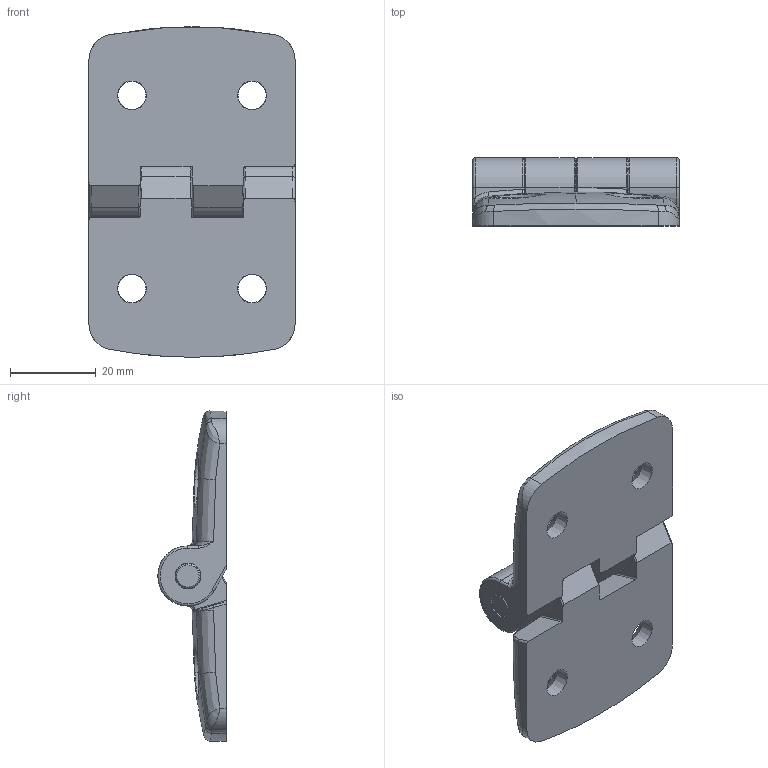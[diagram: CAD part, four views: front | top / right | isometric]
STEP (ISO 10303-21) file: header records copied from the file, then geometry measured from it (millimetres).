
FILE_DESCRIPTION (( 'STEP AP214' ), '1' );
FILE_NAME ('6221750', '2019-01-28T17:01:15', ( '' ), ('JUGARD+KÜNSTNER GmbH'), 'SwSTEP 2.0', 'SolidWorks 2017', '' );
FILE_SCHEMA (( 'AUTOMOTIVE_DESIGN' ));
Length unit declared in the file: millimetre
Products named in the file (1): 6221750
Bounding box: 48 x 15.9 x 77 mm (x, y, z)
Volume: 25997.3 mm3; surface area: 14249.6 mm2
Topology: 7 solids, 7 shells, 413 faces, 1050 edges, 637 vertices
Faces by surface type: plane 196, cylinder 115, bspline 62, cone 20, torus 20
Entity records: 16038 total; most frequent: CARTESIAN_POINT 6560, ORIENTED_EDGE 2076, DIRECTION 1837, EDGE_CURVE 1038, AXIS2_PLACEMENT_3D 699, VERTEX_POINT 637, VECTOR 439, LINE 439
